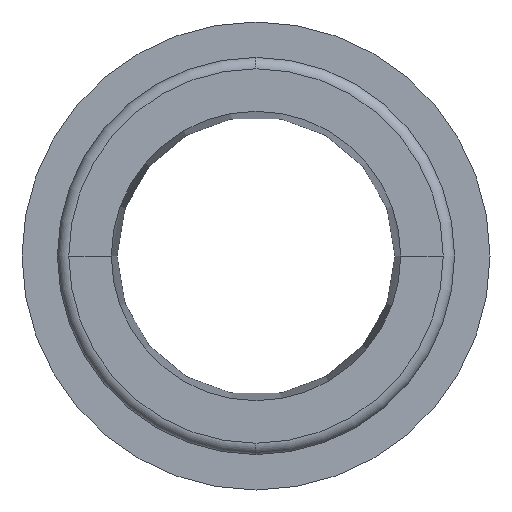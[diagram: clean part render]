
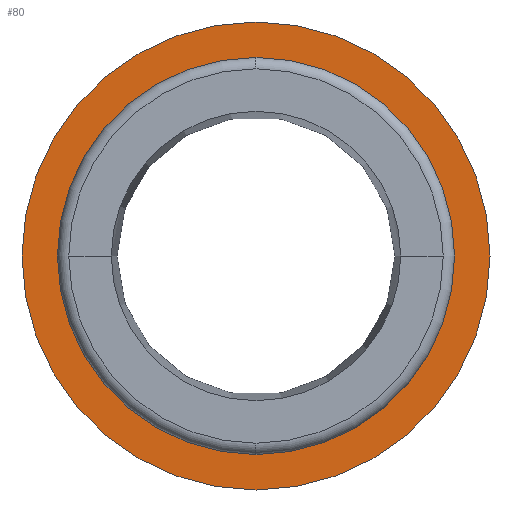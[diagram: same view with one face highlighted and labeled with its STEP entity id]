
A CAD part, left-side view. The second image highlights one B-rep face of the part: STEP entity #80.
In plain terms, the highlighted planar face has unit normal (-1, 0, 0).
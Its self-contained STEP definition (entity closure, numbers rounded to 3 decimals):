
#80=ADVANCED_FACE('',(#156,#157),#158,.T.);
#156=FACE_BOUND('',#237,.T.);
#157=FACE_OUTER_BOUND('',#238,.T.);
#158=PLANE('',#239);
#237=EDGE_LOOP('',(#503,#504));
#238=EDGE_LOOP('',(#505,#506));
#239=AXIS2_PLACEMENT_3D('',#507,#508,#509);
#503=ORIENTED_EDGE('',*,*,#539,.F.);
#504=ORIENTED_EDGE('',*,*,#610,.F.);
#505=ORIENTED_EDGE('',*,*,#545,.T.);
#506=ORIENTED_EDGE('',*,*,#609,.T.);
#507=CARTESIAN_POINT('',(32.797,7.625,0.));
#508=DIRECTION('',(-1.0,0.0,0.));
#509=DIRECTION('',(0.0,1.0,0.0));
#539=EDGE_CURVE('',#634,#636,#637,.T.);
#545=EDGE_CURVE('',#642,#646,#648,.T.);
#609=EDGE_CURVE('',#646,#642,#747,.T.);
#610=EDGE_CURVE('',#636,#634,#748,.T.);
#634=VERTEX_POINT('',#774);
#636=VERTEX_POINT('',#777);
#637=CIRCLE('',#778,7.0);
#642=VERTEX_POINT('',#784);
#646=VERTEX_POINT('',#789);
#648=CIRCLE('',#792,8.25);
#747=CIRCLE('',#911,8.25);
#748=CIRCLE('',#912,7.0);
#774=CARTESIAN_POINT('',(32.797,7.0,0.));
#777=CARTESIAN_POINT('',(32.797,-7.0,0.));
#778=AXIS2_PLACEMENT_3D('',#944,#945,#946);
#784=CARTESIAN_POINT('',(32.797,8.25,0.));
#789=CARTESIAN_POINT('',(32.797,-8.25,0.));
#792=AXIS2_PLACEMENT_3D('',#956,#957,#958);
#911=AXIS2_PLACEMENT_3D('',#1108,#1109,#1110);
#912=AXIS2_PLACEMENT_3D('',#1111,#1112,#1113);
#944=CARTESIAN_POINT('',(32.797,0.0,0.));
#945=DIRECTION('',(-1.0,0.0,0.));
#946=DIRECTION('',(0.0,1.0,0.0));
#956=CARTESIAN_POINT('',(32.797,0.0,0.));
#957=DIRECTION('',(-1.0,0.0,0.));
#958=DIRECTION('',(0.0,1.0,0.0));
#1108=CARTESIAN_POINT('',(32.797,0.0,0.));
#1109=DIRECTION('',(-1.0,0.0,0.));
#1110=DIRECTION('',(0.0,1.0,0.0));
#1111=CARTESIAN_POINT('',(32.797,0.0,0.));
#1112=DIRECTION('',(-1.0,0.0,0.));
#1113=DIRECTION('',(0.0,1.0,0.0));
